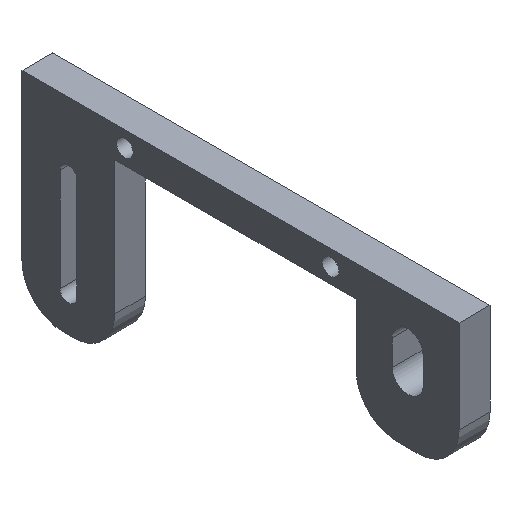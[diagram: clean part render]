
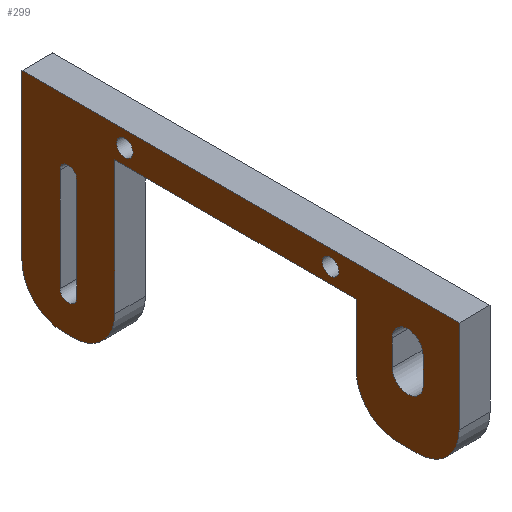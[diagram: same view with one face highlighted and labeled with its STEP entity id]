
A CAD part, isometric view. The second image highlights one B-rep face of the part: STEP entity #299.
In plain terms, the highlighted planar face has unit normal (-1, 0, 0).
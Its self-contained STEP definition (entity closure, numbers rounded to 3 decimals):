
#32 = VERTEX_POINT('',#33);
#33 = CARTESIAN_POINT('',(-21.,10.,-12.));
#39 = EDGE_CURVE('',#32,#40,#42,.T.);
#40 = VERTEX_POINT('',#41);
#41 = CARTESIAN_POINT('',(-21.,10.,0.));
#42 = LINE('',#43,#44);
#43 = CARTESIAN_POINT('',(-21.,10.,-20.));
#44 = VECTOR('',#45,1.);
#45 = DIRECTION('',(0.,0.,1.));
#256 = VERTEX_POINT('',#257);
#257 = CARTESIAN_POINT('',(-21.,2.,-20.));
#263 = EDGE_CURVE('',#32,#256,#264,.T.);
#264 = CIRCLE('',#265,8.);
#265 = AXIS2_PLACEMENT_3D('',#266,#267,#268);
#266 = CARTESIAN_POINT('',(-21.,2.,-12.));
#267 = DIRECTION('',(-1.,0.,0.));
#268 = DIRECTION('',(0.,1.,0.));
#280 = EDGE_CURVE('',#40,#281,#283,.T.);
#281 = VERTEX_POINT('',#282);
#282 = CARTESIAN_POINT('',(-21.,57.,0.));
#283 = LINE('',#284,#285);
#284 = CARTESIAN_POINT('',(-21.,10.,0.));
#285 = VECTOR('',#286,1.);
#286 = DIRECTION('',(0.,1.,0.));
#299 = ADVANCED_FACE('',(#300,#378,#414,#450,#461),#472,.F.);
#300 = FACE_BOUND('',#301,.F.);
#301 = EDGE_LOOP('',(#302,#303,#304,#312,#321,#329,#338,#346,#354,#362,
    #371,#377));
#302 = ORIENTED_EDGE('',*,*,#39,.T.);
#303 = ORIENTED_EDGE('',*,*,#280,.T.);
#304 = ORIENTED_EDGE('',*,*,#305,.T.);
#305 = EDGE_CURVE('',#281,#306,#308,.T.);
#306 = VERTEX_POINT('',#307);
#307 = CARTESIAN_POINT('',(-21.,57.,-26.));
#308 = LINE('',#309,#310);
#309 = CARTESIAN_POINT('',(-21.,57.,0.));
#310 = VECTOR('',#311,1.);
#311 = DIRECTION('',(0.,0.,-1.));
#312 = ORIENTED_EDGE('',*,*,#313,.T.);
#313 = EDGE_CURVE('',#306,#314,#316,.T.);
#314 = VERTEX_POINT('',#315);
#315 = CARTESIAN_POINT('',(-21.,65.,-34.));
#316 = CIRCLE('',#317,8.);
#317 = AXIS2_PLACEMENT_3D('',#318,#319,#320);
#318 = CARTESIAN_POINT('',(-21.,65.,-26.));
#319 = DIRECTION('',(1.,0.,0.));
#320 = DIRECTION('',(0.,1.,0.));
#321 = ORIENTED_EDGE('',*,*,#322,.T.);
#322 = EDGE_CURVE('',#314,#323,#325,.T.);
#323 = VERTEX_POINT('',#324);
#324 = CARTESIAN_POINT('',(-21.,67.,-34.));
#325 = LINE('',#326,#327);
#326 = CARTESIAN_POINT('',(-21.,57.,-34.));
#327 = VECTOR('',#328,1.);
#328 = DIRECTION('',(0.,1.,0.));
#329 = ORIENTED_EDGE('',*,*,#330,.T.);
#330 = EDGE_CURVE('',#323,#331,#333,.T.);
#331 = VERTEX_POINT('',#332);
#332 = CARTESIAN_POINT('',(-21.,75.,-26.));
#333 = CIRCLE('',#334,8.);
#334 = AXIS2_PLACEMENT_3D('',#335,#336,#337);
#335 = CARTESIAN_POINT('',(-21.,67.,-26.));
#336 = DIRECTION('',(1.,0.,0.));
#337 = DIRECTION('',(0.,1.,0.));
#338 = ORIENTED_EDGE('',*,*,#339,.F.);
#339 = EDGE_CURVE('',#340,#331,#342,.T.);
#340 = VERTEX_POINT('',#341);
#341 = CARTESIAN_POINT('',(-21.,75.,6.));
#342 = LINE('',#343,#344);
#343 = CARTESIAN_POINT('',(-21.,75.,6.));
#344 = VECTOR('',#345,1.);
#345 = DIRECTION('',(0.,0.,-1.));
#346 = ORIENTED_EDGE('',*,*,#347,.T.);
#347 = EDGE_CURVE('',#340,#348,#350,.T.);
#348 = VERTEX_POINT('',#349);
#349 = CARTESIAN_POINT('',(-21.,-10.,6.));
#350 = LINE('',#351,#352);
#351 = CARTESIAN_POINT('',(-21.,75.,6.));
#352 = VECTOR('',#353,1.);
#353 = DIRECTION('',(0.,-1.,0.));
#354 = ORIENTED_EDGE('',*,*,#355,.T.);
#355 = EDGE_CURVE('',#348,#356,#358,.T.);
#356 = VERTEX_POINT('',#357);
#357 = CARTESIAN_POINT('',(-21.,-10.,-12.));
#358 = LINE('',#359,#360);
#359 = CARTESIAN_POINT('',(-21.,-10.,6.));
#360 = VECTOR('',#361,1.);
#361 = DIRECTION('',(0.,0.,-1.));
#362 = ORIENTED_EDGE('',*,*,#363,.F.);
#363 = EDGE_CURVE('',#364,#356,#366,.T.);
#364 = VERTEX_POINT('',#365);
#365 = CARTESIAN_POINT('',(-21.,-2.,-20.));
#366 = CIRCLE('',#367,8.);
#367 = AXIS2_PLACEMENT_3D('',#368,#369,#370);
#368 = CARTESIAN_POINT('',(-21.,-2.,-12.));
#369 = DIRECTION('',(-1.,0.,0.));
#370 = DIRECTION('',(0.,1.,0.));
#371 = ORIENTED_EDGE('',*,*,#372,.F.);
#372 = EDGE_CURVE('',#256,#364,#373,.T.);
#373 = LINE('',#374,#375);
#374 = CARTESIAN_POINT('',(-21.,10.,-20.));
#375 = VECTOR('',#376,1.);
#376 = DIRECTION('',(0.,-1.,0.));
#377 = ORIENTED_EDGE('',*,*,#263,.F.);
#378 = FACE_BOUND('',#379,.F.);
#379 = EDGE_LOOP('',(#380,#390,#399,#407));
#380 = ORIENTED_EDGE('',*,*,#381,.F.);
#381 = EDGE_CURVE('',#382,#384,#386,.T.);
#382 = VERTEX_POINT('',#383);
#383 = CARTESIAN_POINT('',(-21.,64.4,-7.));
#384 = VERTEX_POINT('',#385);
#385 = CARTESIAN_POINT('',(-21.,64.4,-27.));
#386 = LINE('',#387,#388);
#387 = CARTESIAN_POINT('',(-21.,64.4,-7.));
#388 = VECTOR('',#389,1.);
#389 = DIRECTION('',(0.,0.,-1.));
#390 = ORIENTED_EDGE('',*,*,#391,.T.);
#391 = EDGE_CURVE('',#382,#392,#394,.T.);
#392 = VERTEX_POINT('',#393);
#393 = CARTESIAN_POINT('',(-21.,67.6,-7.));
#394 = CIRCLE('',#395,1.6);
#395 = AXIS2_PLACEMENT_3D('',#396,#397,#398);
#396 = CARTESIAN_POINT('',(-21.,66.,-7.));
#397 = DIRECTION('',(-1.,0.,0.));
#398 = DIRECTION('',(0.,-1.,0.));
#399 = ORIENTED_EDGE('',*,*,#400,.T.);
#400 = EDGE_CURVE('',#392,#401,#403,.T.);
#401 = VERTEX_POINT('',#402);
#402 = CARTESIAN_POINT('',(-21.,67.6,-27.));
#403 = LINE('',#404,#405);
#404 = CARTESIAN_POINT('',(-21.,67.6,-7.));
#405 = VECTOR('',#406,1.);
#406 = DIRECTION('',(0.,0.,-1.));
#407 = ORIENTED_EDGE('',*,*,#408,.T.);
#408 = EDGE_CURVE('',#401,#384,#409,.T.);
#409 = CIRCLE('',#410,1.6);
#410 = AXIS2_PLACEMENT_3D('',#411,#412,#413);
#411 = CARTESIAN_POINT('',(-21.,66.,-27.));
#412 = DIRECTION('',(-1.,0.,0.));
#413 = DIRECTION('',(0.,-1.,0.));
#414 = FACE_BOUND('',#415,.F.);
#415 = EDGE_LOOP('',(#416,#426,#435,#443));
#416 = ORIENTED_EDGE('',*,*,#417,.F.);
#417 = EDGE_CURVE('',#418,#420,#422,.T.);
#418 = VERTEX_POINT('',#419);
#419 = CARTESIAN_POINT('',(-21.,-3.,-3.));
#420 = VERTEX_POINT('',#421);
#421 = CARTESIAN_POINT('',(-21.,-3.,-8.));
#422 = LINE('',#423,#424);
#423 = CARTESIAN_POINT('',(-21.,-3.,-3.));
#424 = VECTOR('',#425,1.);
#425 = DIRECTION('',(0.,0.,-1.));
#426 = ORIENTED_EDGE('',*,*,#427,.T.);
#427 = EDGE_CURVE('',#418,#428,#430,.T.);
#428 = VERTEX_POINT('',#429);
#429 = CARTESIAN_POINT('',(-21.,3.,-3.));
#430 = CIRCLE('',#431,3.);
#431 = AXIS2_PLACEMENT_3D('',#432,#433,#434);
#432 = CARTESIAN_POINT('',(-21.,0.,-3.));
#433 = DIRECTION('',(-1.,0.,0.));
#434 = DIRECTION('',(0.,-1.,0.));
#435 = ORIENTED_EDGE('',*,*,#436,.T.);
#436 = EDGE_CURVE('',#428,#437,#439,.T.);
#437 = VERTEX_POINT('',#438);
#438 = CARTESIAN_POINT('',(-21.,3.,-8.));
#439 = LINE('',#440,#441);
#440 = CARTESIAN_POINT('',(-21.,3.,-3.));
#441 = VECTOR('',#442,1.);
#442 = DIRECTION('',(0.,0.,-1.));
#443 = ORIENTED_EDGE('',*,*,#444,.T.);
#444 = EDGE_CURVE('',#437,#420,#445,.T.);
#445 = CIRCLE('',#446,3.);
#446 = AXIS2_PLACEMENT_3D('',#447,#448,#449);
#447 = CARTESIAN_POINT('',(-21.,0.,-8.));
#448 = DIRECTION('',(-1.,0.,0.));
#449 = DIRECTION('',(0.,-1.,0.));
#450 = FACE_BOUND('',#451,.F.);
#451 = EDGE_LOOP('',(#452));
#452 = ORIENTED_EDGE('',*,*,#453,.T.);
#453 = EDGE_CURVE('',#454,#454,#456,.T.);
#454 = VERTEX_POINT('',#455);
#455 = CARTESIAN_POINT('',(-21.,13.4,3.));
#456 = CIRCLE('',#457,1.6);
#457 = AXIS2_PLACEMENT_3D('',#458,#459,#460);
#458 = CARTESIAN_POINT('',(-21.,15.,3.));
#459 = DIRECTION('',(-1.,0.,0.));
#460 = DIRECTION('',(0.,-1.,0.));
#461 = FACE_BOUND('',#462,.F.);
#462 = EDGE_LOOP('',(#463));
#463 = ORIENTED_EDGE('',*,*,#464,.T.);
#464 = EDGE_CURVE('',#465,#465,#467,.T.);
#465 = VERTEX_POINT('',#466);
#466 = CARTESIAN_POINT('',(-21.,53.4,3.));
#467 = CIRCLE('',#468,1.6);
#468 = AXIS2_PLACEMENT_3D('',#469,#470,#471);
#469 = CARTESIAN_POINT('',(-21.,55.,3.));
#470 = DIRECTION('',(-1.,0.,0.));
#471 = DIRECTION('',(0.,-1.,0.));
#472 = PLANE('',#473);
#473 = AXIS2_PLACEMENT_3D('',#474,#475,#476);
#474 = CARTESIAN_POINT('',(-21.,35.872,-6.972));
#475 = DIRECTION('',(1.,0.,0.));
#476 = DIRECTION('',(0.,1.,0.));
